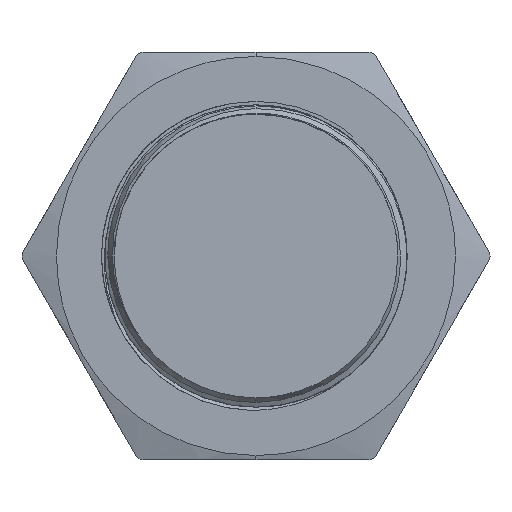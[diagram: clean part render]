
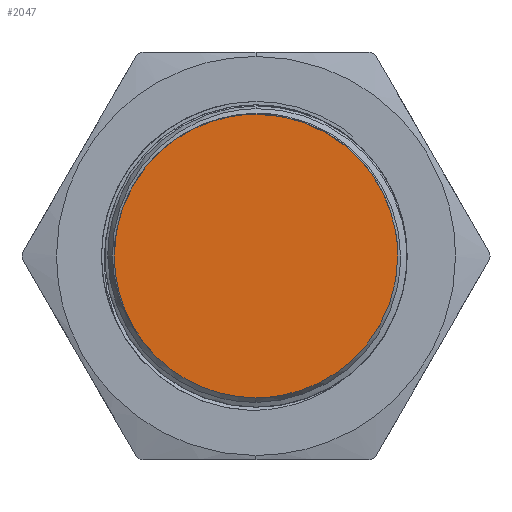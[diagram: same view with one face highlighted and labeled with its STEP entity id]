
A CAD part, front view. The second image highlights one B-rep face of the part: STEP entity #2047.
In plain terms, the highlighted planar face has unit normal (0, -1, 0).
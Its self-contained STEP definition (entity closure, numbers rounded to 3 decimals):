
#1565=FACE_OUTER_BOUND('',#2621,.T.);
#2047=ADVANCED_FACE('NONE',(#1565),#2325,.F.);
#2325=PLANE('',#10317);
#2621=EDGE_LOOP('',(#4950,#4951,#4952,#4953,#4954));
#4950=ORIENTED_EDGE('',*,*,#8654,.F.);
#4951=ORIENTED_EDGE('',*,*,#8655,.F.);
#4952=ORIENTED_EDGE('',*,*,#8656,.F.);
#4953=ORIENTED_EDGE('',*,*,#8657,.F.);
#4954=ORIENTED_EDGE('',*,*,#8658,.F.);
#7220=VERTEX_POINT('',#31099);
#7221=VERTEX_POINT('',#31100);
#7222=VERTEX_POINT('',#31105);
#7223=VERTEX_POINT('',#31110);
#7224=VERTEX_POINT('',#31117);
#8654=EDGE_CURVE('NONE',#7220,#7221,#10041,.T.);
#8655=EDGE_CURVE('NONE',#7222,#7220,#10042,.T.);
#8656=EDGE_CURVE('NONE',#7223,#7222,#10043,.T.);
#8657=EDGE_CURVE('NONE',#7224,#7223,#10044,.T.);
#8658=EDGE_CURVE('NONE',#7221,#7224,#10045,.T.);
#10041=B_SPLINE_CURVE_WITH_KNOTS('',3,(#31093,#31094,#31095,#31096,#31097,
#31098),.UNSPECIFIED.,.F.,.F.,(4,2,4),(0.,0.5,1.),.UNSPECIFIED.);
#10042=B_SPLINE_CURVE_WITH_KNOTS('',3,(#31101,#31102,#31103,#31104),
 .UNSPECIFIED.,.F.,.F.,(4,4),(0.,1.),.UNSPECIFIED.);
#10043=B_SPLINE_CURVE_WITH_KNOTS('',3,(#31106,#31107,#31108,#31109),
 .UNSPECIFIED.,.F.,.F.,(4,4),(0.,1.),.UNSPECIFIED.);
#10044=B_SPLINE_CURVE_WITH_KNOTS('',3,(#31111,#31112,#31113,#31114,#31115,
#31116),.UNSPECIFIED.,.F.,.F.,(4,2,4),(0.,0.5,1.),.UNSPECIFIED.);
#10045=B_SPLINE_CURVE_WITH_KNOTS('',3,(#31118,#31119,#31120,#31121,#31122,
#31123),.UNSPECIFIED.,.F.,.F.,(4,2,4),(0.,0.5,1.),.UNSPECIFIED.);
#10317=AXIS2_PLACEMENT_3D('',#31124,#11151,#11152);
#11151=DIRECTION('',(0.,1.,0.));
#11152=DIRECTION('',(0.,0.,1.));
#31093=CARTESIAN_POINT('',(-8.35,0.,0.));
#31094=CARTESIAN_POINT('',(-8.35,0.,2.186));
#31095=CARTESIAN_POINT('',(-7.45,0.,4.359));
#31096=CARTESIAN_POINT('',(-4.359,0.,7.45));
#31097=CARTESIAN_POINT('',(-2.186,0.,8.35));
#31098=CARTESIAN_POINT('',(0.,0.,8.35));
#31099=CARTESIAN_POINT('',(-8.35,0.,0.));
#31100=CARTESIAN_POINT('',(0.,0.,8.35));
#31101=CARTESIAN_POINT('',(-5.911,0.,-5.898));
#31102=CARTESIAN_POINT('',(-7.453,0.,-4.353));
#31103=CARTESIAN_POINT('',(-8.35,0.,-2.183));
#31104=CARTESIAN_POINT('',(-8.35,0.,0.));
#31105=CARTESIAN_POINT('',(-5.911,0.,-5.898));
#31106=CARTESIAN_POINT('',(0.,0.,-8.35));
#31107=CARTESIAN_POINT('',(-2.189,0.,-8.35));
#31108=CARTESIAN_POINT('',(-4.365,0.,-7.447));
#31109=CARTESIAN_POINT('',(-5.911,0.,-5.898));
#31110=CARTESIAN_POINT('',(0.,0.,-8.35));
#31111=CARTESIAN_POINT('',(8.35,0.,0.));
#31112=CARTESIAN_POINT('',(8.35,0.,-2.186));
#31113=CARTESIAN_POINT('',(7.45,0.,-4.359));
#31114=CARTESIAN_POINT('',(4.359,0.,-7.45));
#31115=CARTESIAN_POINT('',(2.186,0.,-8.35));
#31116=CARTESIAN_POINT('',(0.,0.,-8.35));
#31117=CARTESIAN_POINT('',(8.35,0.,0.));
#31118=CARTESIAN_POINT('',(0.,0.,8.35));
#31119=CARTESIAN_POINT('',(2.186,0.,8.35));
#31120=CARTESIAN_POINT('',(4.359,0.,7.45));
#31121=CARTESIAN_POINT('',(7.45,0.,4.359));
#31122=CARTESIAN_POINT('',(8.35,0.,2.186));
#31123=CARTESIAN_POINT('',(8.35,0.,0.));
#31124=CARTESIAN_POINT('',(0.,0.,0.));
